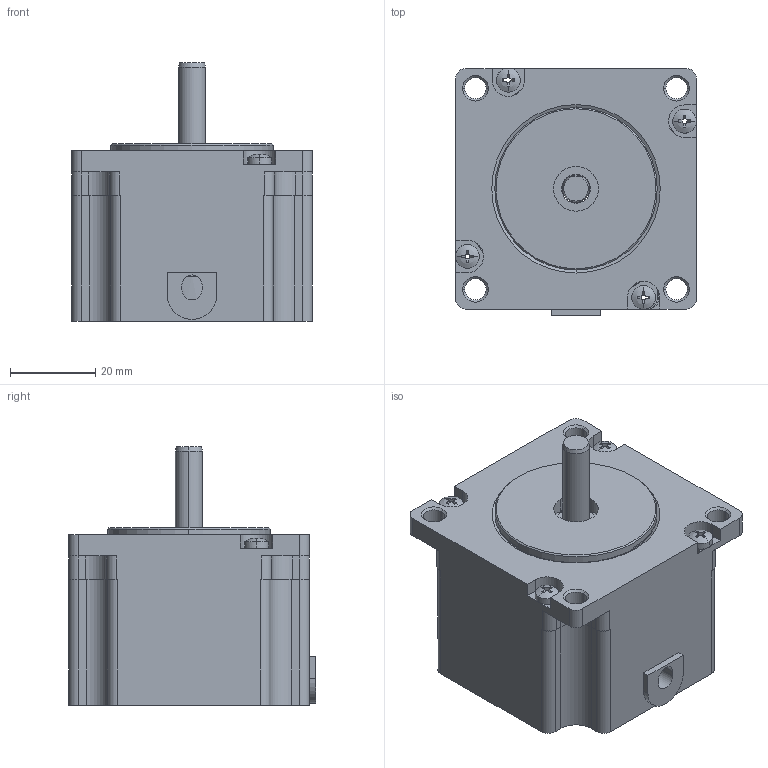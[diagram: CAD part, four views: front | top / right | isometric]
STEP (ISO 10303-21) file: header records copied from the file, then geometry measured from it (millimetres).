
FILE_DESCRIPTION((''),'2;1');
FILE_NAME('3_1_01_057_0018_SW000_SW0001','2021-04-22T16:45:19',('wuyong'),(''),'CREO PARAMETRIC BY PTC INC, 2017110','CREO PARAMETRIC BY PTC INC, 2017110','');
FILE_SCHEMA(('CONFIG_CONTROL_DESIGN'));
Length unit declared in the file: millimetre
Products named in the file (1): 3_1_01_057_0018_SW000_SW0001
Bounding box: 56.54 x 57.97 x 60.6 mm (x, y, z)
Surface area: 36603.1 mm2 (no closed solid volume)
Topology: 0 solids, 38 shells, 601 faces, 3172 edges, 2487 vertices
Faces by surface type: cylinder 285, plane 284, cone 20, sphere 8, bspline 2, torus 2
Entity records: 33318 total; most frequent: CARTESIAN_POINT 8186, DIRECTION 5617, ORIENTED_EDGE 4524, EDGE_CURVE 3172, VERTEX_POINT 2487, AXIS2_PLACEMENT_3D 1965, VECTOR 1687, LINE 1687
